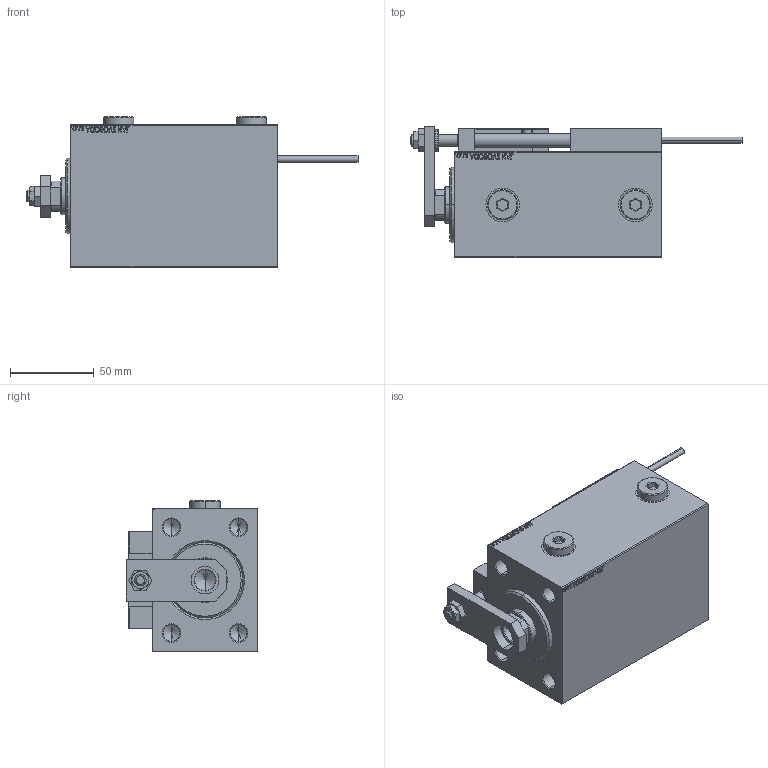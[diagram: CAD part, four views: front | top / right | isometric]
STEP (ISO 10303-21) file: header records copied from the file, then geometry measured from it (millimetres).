
FILE_DESCRIPTION (( 'STEP AP203' ), '1' );
FILE_NAME ('e31b.STEP', '2024-02-13T02:45:20', ( '' ), ( '' ), 'SwSTEP 2.0', 'SolidWorks 2019', '' );
FILE_SCHEMA (( 'CONFIG_CONTROL_DESIGN' ));
Length unit declared in the file: millimetre
Products named in the file (17): KONCOVKA e250b21ed47b2baa6bffa9652cba1620; TYC_L79 e250b21ed47b2baa6bffa9652cba1620; e31b; Block e250b21ed47b2baa6bffa9652cba1620; V450CM_VC_B e250b21ed47b2baa6bffa9652cba1620; SWITCH DIM B,W e250b21ed47b2baa6bffa9652cba1620; ALLEN BOLT D5 e250b21ed47b2baa6bffa9652cba1620; SWITCH X e250b21ed47b2baa6bffa9652cba1620; ZARAZKA e250b21ed47b2baa6bffa9652cba1620; SWITCH_X_FRONT_BACK e250b21ed47b2baa6bffa9652cba1620; NUT_D12 e250b21ed47b2baa6bffa9652cba1620; V450CM_B_Body e250b21ed47b2baa6bffa9652cba1620; Zatka_OIL_PORT e250b21ed47b2baa6bffa9652cba1620; MAGNET e250b21ed47b2baa6bffa9652cba1620; NUT_D10 e250b21ed47b2baa6bffa9652cba1620; ALLEN BOLT D8 e250b21ed47b2baa6bffa9652cba1620; V450CM_B_VCP e250b21ed47b2baa6bffa9652cba1620
Assembly tree (27 placements, depth 3):
  e31b
    V450CM_B_Body e250b21ed47b2baa6bffa9652cba1620
    V450CM_B_VCP e250b21ed47b2baa6bffa9652cba1620
    SWITCH X e250b21ed47b2baa6bffa9652cba1620
      SWITCH_X_FRONT_BACK e250b21ed47b2baa6bffa9652cba1620  x2
      TYC_L79 e250b21ed47b2baa6bffa9652cba1620
      Block e250b21ed47b2baa6bffa9652cba1620  x2
      ALLEN BOLT D5 e250b21ed47b2baa6bffa9652cba1620  x4
      ALLEN BOLT D8 e250b21ed47b2baa6bffa9652cba1620  x4
      MAGNET e250b21ed47b2baa6bffa9652cba1620  x2
      KONCOVKA e250b21ed47b2baa6bffa9652cba1620  x2
    NUT_D10 e250b21ed47b2baa6bffa9652cba1620
    NUT_D12 e250b21ed47b2baa6bffa9652cba1620
    SWITCH DIM B,W e250b21ed47b2baa6bffa9652cba1620
    ZARAZKA e250b21ed47b2baa6bffa9652cba1620
    V450CM_VC_B e250b21ed47b2baa6bffa9652cba1620
    Zatka_OIL_PORT e250b21ed47b2baa6bffa9652cba1620  x2
Bounding box: 197.7 x 78.5 x 89.9 mm (x, y, z)
Volume: 642904 mm3; surface area: 115566.8 mm2
Topology: 26 solids, 26 shells, 1372 faces, 3272 edges, 2070 vertices
Faces by surface type: plane 595, bspline 380, cylinder 200, cone 149, torus 44, sphere 4
Entity records: 52520 total; most frequent: CARTESIAN_POINT 26519, ORIENTED_EDGE 5452, DIRECTION 3779, EDGE_CURVE 2726, VERTEX_POINT 1770, VECTOR 1575, LINE 1575, EDGE_LOOP 1266
